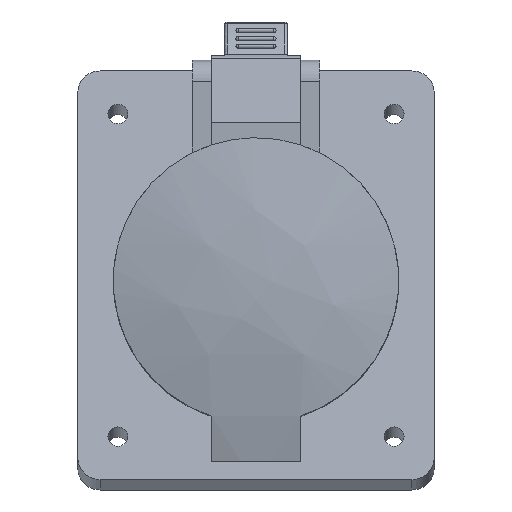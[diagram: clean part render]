
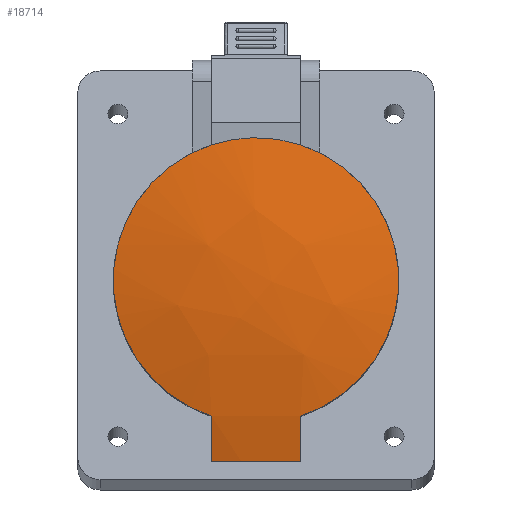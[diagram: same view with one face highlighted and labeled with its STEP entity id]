
A CAD part, top view. The second image highlights one B-rep face of the part: STEP entity #18714.
In plain terms, the highlighted free-form (B-spline) face has degree [3, 3] with [4, 4] control points.
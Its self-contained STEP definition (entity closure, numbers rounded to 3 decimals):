
#67 = CARTESIAN_POINT ( 'NONE',  ( 32.851, -16.602, 40.876 ) ) ;
#261 = CARTESIAN_POINT ( 'NONE',  ( 4.23, 31.781, 39.886 ) ) ;
#372 = ORIENTED_EDGE ( 'NONE', *, *, #21929, .T. ) ;
#934 = CIRCLE ( 'NONE', #6222, 32.05 ) ;
#2179 = EDGE_CURVE ( 'NONE', #13467, #20213, #3603, .T. ) ;
#2330 = CARTESIAN_POINT ( 'NONE',  ( 0., 0., 39.886 ) ) ;
#2803 = CARTESIAN_POINT ( 'NONE',  ( 10., 30.45, 39.886 ) ) ;
#3377 = CARTESIAN_POINT ( 'NONE',  ( 10.633, -40.55, 38.935 ) ) ;
#3440 = CARTESIAN_POINT ( 'NONE',  ( 10., 30.45, 39.886 ) ) ;
#3565 = ORIENTED_EDGE ( 'NONE', *, *, #16096, .T. ) ;
#3603 = B_SPLINE_CURVE_WITH_KNOTS ( 'NONE', 3,
 ( #15254, #6815, #7153, #13573 ),
 .UNSPECIFIED., .F., .F.,
 ( 4, 4 ),
 ( 0., 1. ),
 .UNSPECIFIED. ) ;
#3683 = CARTESIAN_POINT ( 'NONE',  ( 1.706, 32.007, 39.886 ) ) ;
#4429 = CARTESIAN_POINT ( 'NONE',  ( -10., -33.886, 39.172 ) ) ;
#4748 = B_SPLINE_CURVE_WITH_KNOTS ( 'NONE', 3,
 ( #3440, #10236, #15460, #261, #13790, #18892, #3683, #11322, #5789, #9136, #9760, #6427, #6314, #19764, #12476, #10710 ),
 .UNSPECIFIED., .F., .F.,
 ( 4, 2, 2, 2, 2, 2, 2, 4 ),
 ( 0., 0.25, 0.375, 0.438, 0.5, 0.625, 0.75, 1. ),
 .UNSPECIFIED. ) ;
#4951 = CARTESIAN_POINT ( 'NONE',  ( -31.389, -40.55, 34.312 ) ) ;
#5386 = CARTESIAN_POINT ( 'NONE',  ( 33., 8.264, 41.544 ) ) ;
#5692 = DIRECTION ( 'NONE',  ( 0., 1., 0. ) ) ;
#5789 = CARTESIAN_POINT ( 'NONE',  ( 0.441, 32.05, 39.886 ) ) ;
#6090 = CARTESIAN_POINT ( 'NONE',  ( -10., -40.55, 37.418 ) ) ;
#6222 = AXIS2_PLACEMENT_3D ( 'NONE', #14365, #19793, #9577 ) ;
#6314 = CARTESIAN_POINT ( 'NONE',  ( -4.22, 31.782, 39.886 ) ) ;
#6427 = CARTESIAN_POINT ( 'NONE',  ( -3.375, 31.883, 39.886 ) ) ;
#6553 = AXIS2_PLACEMENT_3D ( 'NONE', #14250, #5692, #10600 ) ;
#6731 = CARTESIAN_POINT ( 'NONE',  ( 11.128, -16.602, 45.713 ) ) ;
#6747 = CARTESIAN_POINT ( 'NONE',  ( -10., -40.55, 37.418 ) ) ;
#6815 = CARTESIAN_POINT ( 'NONE',  ( 10., -37.255, 38.346 ) ) ;
#6832 = CARTESIAN_POINT ( 'NONE',  ( -11.178, 8.264, 46.403 ) ) ;
#6948 = CARTESIAN_POINT ( 'NONE',  ( 11.178, 8.264, 46.403 ) ) ;
#7153 = CARTESIAN_POINT ( 'NONE',  ( 10., -33.886, 39.172 ) ) ;
#7169 = FACE_OUTER_BOUND ( 'NONE', #17836, .T. ) ;
#7836 = AXIS2_PLACEMENT_3D ( 'NONE', #2330, #20741, #13736 ) ;
#8073 = VERTEX_POINT ( 'NONE', #6747 ) ;
#8441 = ORIENTED_EDGE ( 'NONE', *, *, #2179, .T. ) ;
#8493 = CARTESIAN_POINT ( 'NONE',  ( -32.851, -16.602, 40.876 ) ) ;
#9033 = CARTESIAN_POINT ( 'NONE',  ( 10., -40.55, 37.418 ) ) ;
#9136 = CARTESIAN_POINT ( 'NONE',  ( -0.836, 32.05, 39.886 ) ) ;
#9577 = DIRECTION ( 'NONE',  ( 0., -1., 0. ) ) ;
#9760 = CARTESIAN_POINT ( 'NONE',  ( -1.684, 32.017, 39.886 ) ) ;
#10164 = CARTESIAN_POINT ( 'NONE',  ( -10.633, -40.55, 38.935 ) ) ;
#10236 = CARTESIAN_POINT ( 'NONE',  ( 8.386, 30.98, 39.886 ) ) ;
#10600 = DIRECTION ( 'NONE',  ( 0., 0., -1. ) ) ;
#10710 = CARTESIAN_POINT ( 'NONE',  ( -10., 30.45, 39.886 ) ) ;
#11042 = CIRCLE ( 'NONE', #7836, 32.05 ) ;
#11322 = CARTESIAN_POINT ( 'NONE',  ( 0.862, 32.041, 39.886 ) ) ;
#11737 = CARTESIAN_POINT ( 'NONE',  ( -11.128, -16.602, 45.713 ) ) ;
#11949 = CARTESIAN_POINT ( 'NONE',  ( 10.781, 32.546, 40.963 ) ) ;
#12169 = CARTESIAN_POINT ( 'NONE',  ( 31.827, 32.546, 36.276 ) ) ;
#12301 = ORIENTED_EDGE ( 'NONE', *, *, #21743, .T. ) ;
#12476 = CARTESIAN_POINT ( 'NONE',  ( -8.383, 30.981, 39.886 ) ) ;
#12687 = CARTESIAN_POINT ( 'NONE',  ( -10., -30.45, 39.886 ) ) ;
#12956 = CARTESIAN_POINT ( 'NONE',  ( -10., -37.255, 38.346 ) ) ;
#13302 = B_SPLINE_CURVE_WITH_KNOTS ( 'NONE', 3,
 ( #14536, #4429, #12956, #6090 ),
 .UNSPECIFIED., .F., .F.,
 ( 4, 4 ),
 ( 0., 1. ),
 .UNSPECIFIED. ) ;
#13467 = VERTEX_POINT ( 'NONE', #9033 ) ;
#13573 = CARTESIAN_POINT ( 'NONE',  ( 10., -30.45, 39.886 ) ) ;
#13591 = CARTESIAN_POINT ( 'NONE',  ( -33., 8.264, 41.544 ) ) ;
#13736 = DIRECTION ( 'NONE',  ( 0., -1., 0. ) ) ;
#13790 = CARTESIAN_POINT ( 'NONE',  ( 3.391, 31.881, 39.886 ) ) ;
#14250 = CARTESIAN_POINT ( 'NONE',  ( 0., -40.55, -106.65 ) ) ;
#14365 = CARTESIAN_POINT ( 'NONE',  ( 0., 0., 39.886 ) ) ;
#14536 = CARTESIAN_POINT ( 'NONE',  ( -10., -30.45, 39.886 ) ) ;
#15254 = CARTESIAN_POINT ( 'NONE',  ( 10., -40.55, 37.418 ) ) ;
#15380 = CARTESIAN_POINT ( 'NONE',  ( -10.781, 32.546, 40.963 ) ) ;
#15460 = CARTESIAN_POINT ( 'NONE',  ( 6.741, 31.379, 39.886 ) ) ;
#15857 = EDGE_CURVE ( 'NONE', #8073, #13467, #21135, .T. ) ;
#15929 = ORIENTED_EDGE ( 'NONE', *, *, #18025, .T. ) ;
#16096 = EDGE_CURVE ( 'NONE', #20213, #19180, #934, .T. ) ;
#16834 = CARTESIAN_POINT ( 'NONE',  ( 31.389, -40.55, 34.312 ) ) ;
#17590 = VERTEX_POINT ( 'NONE', #12687 ) ;
#17836 = EDGE_LOOP ( 'NONE', ( #19583, #8441, #3565, #12301, #372, #15929 ) ) ;
#18025 = EDGE_CURVE ( 'NONE', #17590, #8073, #13302, .T. ) ;
#18351 = CARTESIAN_POINT ( 'NONE',  ( 10., -30.45, 39.886 ) ) ;
#18663 = VERTEX_POINT ( 'NONE', #20264 ) ;
#18705 = CARTESIAN_POINT ( 'NONE',  ( -31.827, 32.546, 36.276 ) ) ;
#18714 = ADVANCED_FACE ( 'NONE', ( #7169 ), #21551, .T. ) ;
#18892 = CARTESIAN_POINT ( 'NONE',  ( 2.128, 31.982, 39.886 ) ) ;
#19180 = VERTEX_POINT ( 'NONE', #2803 ) ;
#19583 = ORIENTED_EDGE ( 'NONE', *, *, #15857, .T. ) ;
#19764 = CARTESIAN_POINT ( 'NONE',  ( -6.736, 31.38, 39.886 ) ) ;
#19793 = DIRECTION ( 'NONE',  ( 0., 0., 1. ) ) ;
#20213 = VERTEX_POINT ( 'NONE', #18351 ) ;
#20264 = CARTESIAN_POINT ( 'NONE',  ( -10., 30.45, 39.886 ) ) ;
#20741 = DIRECTION ( 'NONE',  ( 0., 0., 1. ) ) ;
#21135 = CIRCLE ( 'NONE', #6553, 144.415 ) ;
#21551 =( BOUNDED_SURFACE ( )  B_SPLINE_SURFACE ( 3, 3, ( 
 ( #16834, #3377, #10164, #4951 ),
 ( #67, #6731, #11737, #8493 ),
 ( #5386, #6948, #6832, #13591 ),
 ( #12169, #11949, #15380, #18705 ) ),
 .UNSPECIFIED., .F., .F., .T. ) 
 B_SPLINE_SURFACE_WITH_KNOTS ( ( 4, 4 ),
 ( 4, 4 ),
 ( 0., 1. ),
 ( 0., 1. ),
 .UNSPECIFIED. ) 
 GEOMETRIC_REPRESENTATION_ITEM ( )  RATIONAL_B_SPLINE_SURFACE ( (
 ( 1., 0.984, 0.984, 1.),
 ( 0.98, 0.964, 0.964, 0.98),
 ( 0.98, 0.964, 0.964, 0.98),
 ( 1., 0.984, 0.984, 1.) ) ) 
 REPRESENTATION_ITEM ( '' )  SURFACE ( )  );
#21743 = EDGE_CURVE ( 'NONE', #19180, #18663, #4748, .T. ) ;
#21929 = EDGE_CURVE ( 'NONE', #18663, #17590, #11042, .T. ) ;
